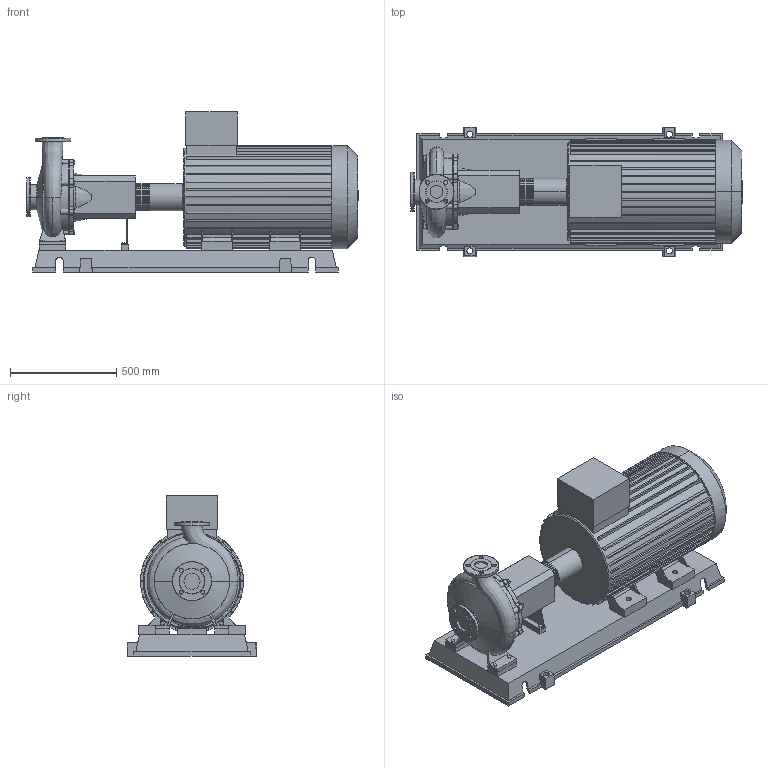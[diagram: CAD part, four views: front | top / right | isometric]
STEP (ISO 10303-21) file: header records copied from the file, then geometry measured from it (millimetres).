
FILE_DESCRIPTION((''),'2;1');
FILE_NAME('3d_NL50_315-55-2-05-4109130.stp','2015-03-03T07:47:31',(''),(''),'Mechanical Desktop 2009','Mechanical Desktop 2009',', , ');
FILE_SCHEMA(('CONFIG_CONTROL_DESIGN'));
Length unit declared in the file: millimetre
Products named in the file (1): Product
Bounding box: 1565 x 610 x 755 mm (x, y, z)
Volume: 199580655.9 mm3; surface area: 6119492.8 mm2
Topology: 14 solids, 14 shells, 856 faces, 2244 edges, 1477 vertices
Faces by surface type: plane 450, bspline 196, cylinder 194, cone 10, torus 6
Entity records: 31022 total; most frequent: CARTESIAN_POINT 9965, ORIENTED_EDGE 4490, DIRECTION 4143, EDGE_CURVE 2245, VERTEX_POINT 1475, VECTOR 1427, LINE 1427, AXIS2_PLACEMENT_3D 1358
